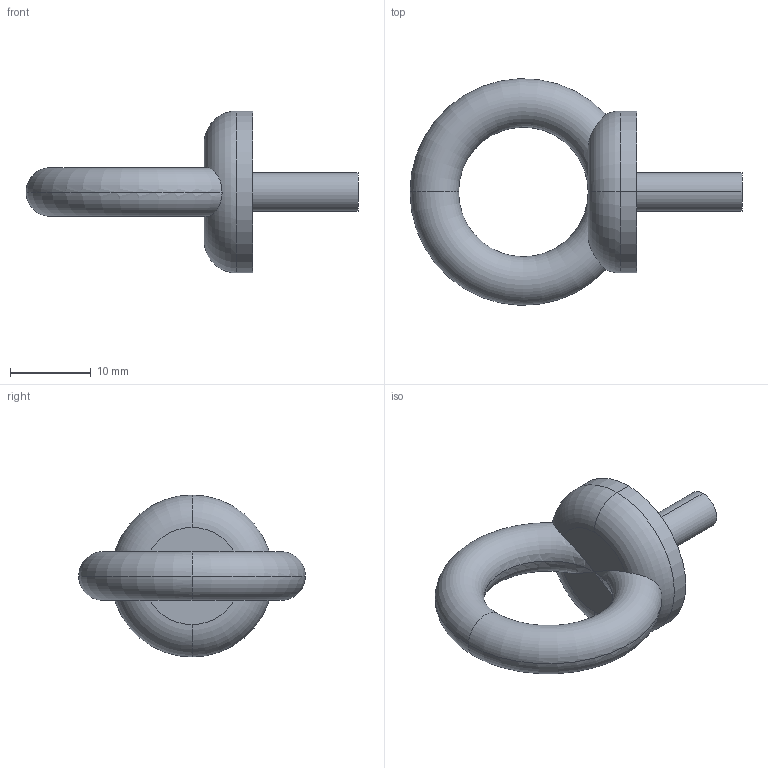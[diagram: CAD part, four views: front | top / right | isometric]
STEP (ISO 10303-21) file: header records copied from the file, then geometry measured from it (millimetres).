
FILE_DESCRIPTION(('STEP AP214'),'1');
FILE_NAME('622326.stp','2022-05-23T09:39:05',('TraceParts'),('TraceParts S.A.'),'Spatial InterOp 3D',' ',' ');
FILE_SCHEMA(('AUTOMOTIVE_DESIGN { 1 0 10303 214 1 1 1 1 }'));
Length unit declared in the file: millimetre
Products named in the file (1): 622326
Bounding box: 41 x 27.98 x 20 mm (x, y, z)
Volume: 3454.6 mm3; surface area: 2048.4 mm2
Topology: 1 solids, 1 shells, 14 faces, 32 edges, 19 vertices
Faces by surface type: torus 6, cylinder 4, plane 4
Entity records: 732 total; most frequent: CARTESIAN_POINT 282, DIRECTION 74, ORIENTED_EDGE 64, AXIS2_PLACEMENT_3D 35, EDGE_CURVE 32, CIRCLE 20, VERTEX_POINT 19, EDGE_LOOP 15
